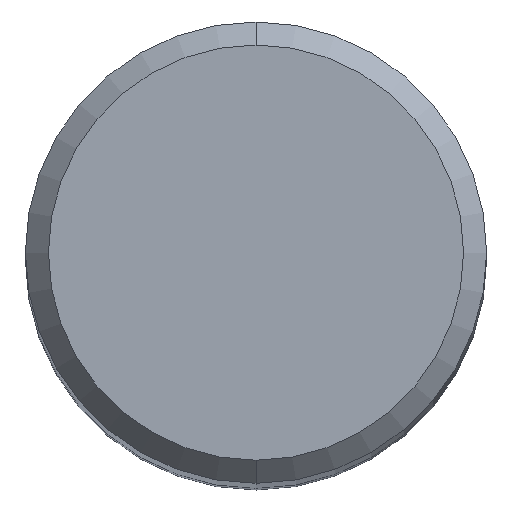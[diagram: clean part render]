
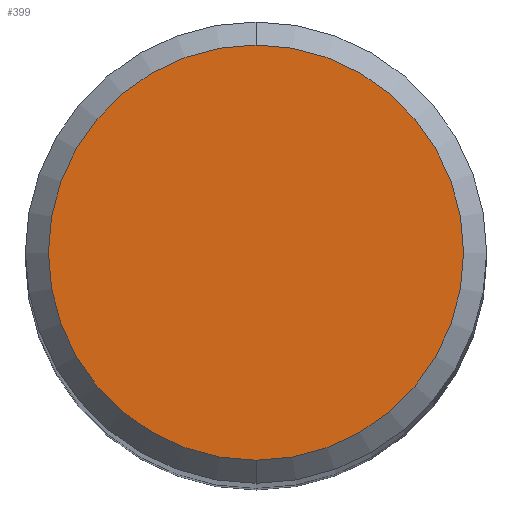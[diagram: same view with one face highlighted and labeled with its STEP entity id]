
A CAD part, top view. The second image highlights one B-rep face of the part: STEP entity #399.
In plain terms, the highlighted planar face has unit normal (0, 0, 1).
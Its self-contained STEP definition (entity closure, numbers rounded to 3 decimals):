
#265=VERTEX_POINT('',#553);
#313=EDGE_CURVE('',#265,#379,#604,.T.);
#333=EDGE_CURVE('',#379,#265,#625,.T.);
#379=VERTEX_POINT('',#677);
#399=ADVANCED_FACE('',(#699),#700,.T.);
#553=CARTESIAN_POINT('',(0.0,5.4,0.0));
#604=CIRCLE('',#1158,5.4);
#625=CIRCLE('',#1198,5.4);
#677=CARTESIAN_POINT('',(0.,-5.4,0.0));
#699=FACE_OUTER_BOUND('',#1349,.T.);
#700=PLANE('',#1350);
#1158=AXIS2_PLACEMENT_3D('',#1572,#1573,#1574);
#1198=AXIS2_PLACEMENT_3D('',#1587,#1588,#1589);
#1349=EDGE_LOOP('',(#1677,#1678));
#1350=AXIS2_PLACEMENT_3D('',#1679,#1680,#1681);
#1572=CARTESIAN_POINT('',(0.0,0.0,0.0));
#1573=DIRECTION('',(0.0,0.0,-1.0));
#1574=DIRECTION('',(0.0,1.0,0.0));
#1587=CARTESIAN_POINT('',(0.0,0.0,0.0));
#1588=DIRECTION('',(0.0,0.0,-1.0));
#1589=DIRECTION('',(0.0,1.0,0.0));
#1677=ORIENTED_EDGE('',*,*,#313,.F.);
#1678=ORIENTED_EDGE('',*,*,#333,.F.);
#1679=CARTESIAN_POINT('',(0.0,2.7,0.0));
#1680=DIRECTION('',(-0.0,0.0,1.0));
#1681=DIRECTION('',(0.0,-1.0,0.0));
